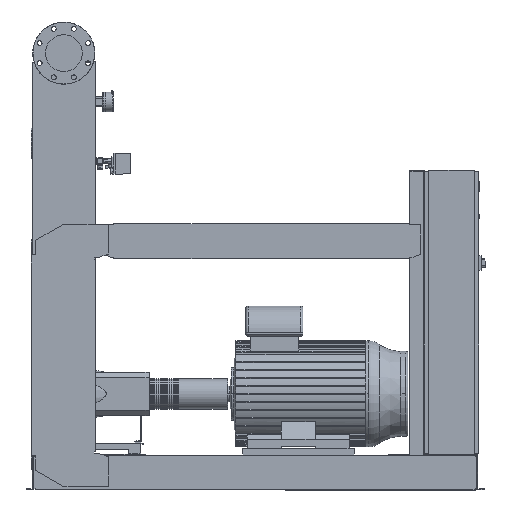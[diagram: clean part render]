
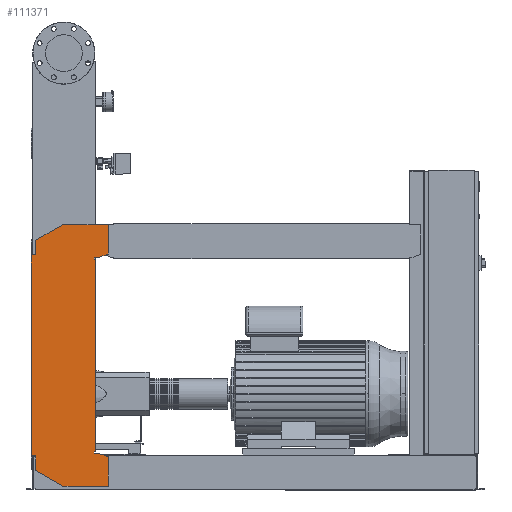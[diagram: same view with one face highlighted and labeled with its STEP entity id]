
A CAD part, front view. The second image highlights one B-rep face of the part: STEP entity #111371.
In plain terms, the highlighted free-form (B-spline) face has degree [1, 1] with [2, 2] control points.
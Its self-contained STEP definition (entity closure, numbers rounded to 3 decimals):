
#110856=CARTESIAN_POINT('',(-129.0,-322.5,1076.0));
#110857=VERTEX_POINT('',#110856);
#110864=CARTESIAN_POINT('',(-129.,-322.5,1142.986));
#110865=VERTEX_POINT('',#110864);
#110866=CARTESIAN_POINT('',(-129.0,-322.5,1076.0));
#110867=DIRECTION('',(0.0,0.0,1.0));
#110868=VECTOR('',#110867,66.986);
#110869=LINE('',#110866,#110868);
#110870=EDGE_CURVE('',#110857,#110865,#110869,.T.);
#110888=CARTESIAN_POINT('',(-6.0,-322.5,1214.0));
#110889=VERTEX_POINT('',#110888);
#110890=CARTESIAN_POINT('',(-129.,-322.5,1142.986));
#110891=DIRECTION('',(0.866,0.0,0.5));
#110892=VECTOR('',#110891,142.028);
#110893=LINE('',#110890,#110892);
#110894=EDGE_CURVE('',#110865,#110889,#110893,.T.);
#110912=CARTESIAN_POINT('',(204.,-322.5,1214.0));
#110913=VERTEX_POINT('',#110912);
#110914=CARTESIAN_POINT('',(-6.0,-322.5,1214.0));
#110915=DIRECTION('',(1.0,0.0,0.0));
#110916=VECTOR('',#110915,210.);
#110917=LINE('',#110914,#110916);
#110918=EDGE_CURVE('',#110889,#110913,#110917,.T.);
#110936=CARTESIAN_POINT('',(204.0,-322.5,1080.379));
#110937=VERTEX_POINT('',#110936);
#110938=CARTESIAN_POINT('',(204.,-322.5,1214.0));
#110939=DIRECTION('',(0.0,0.0,-1.0));
#110940=VECTOR('',#110939,133.621);
#110941=LINE('',#110938,#110940);
#110942=EDGE_CURVE('',#110913,#110937,#110941,.T.);
#110960=CARTESIAN_POINT('',(159.0,-322.5,1064.0));
#110961=VERTEX_POINT('',#110960);
#110962=CARTESIAN_POINT('',(204.0,-322.5,1080.379));
#110963=DIRECTION('',(-0.94,0.0,-0.342));
#110964=VECTOR('',#110963,47.888);
#110965=LINE('',#110962,#110964);
#110966=EDGE_CURVE('',#110937,#110961,#110965,.T.);
#110984=CARTESIAN_POINT('',(139.0,-322.5,1064.0));
#110985=VERTEX_POINT('',#110984);
#110986=CARTESIAN_POINT('',(159.0,-322.5,1064.0));
#110987=DIRECTION('',(-1.0,0.0,0.0));
#110988=VECTOR('',#110987,20.0);
#110989=LINE('',#110986,#110988);
#110990=EDGE_CURVE('',#110961,#110985,#110989,.T.);
#111008=CARTESIAN_POINT('',(139.0,-322.5,1056.0));
#111009=VERTEX_POINT('',#111008);
#111010=CARTESIAN_POINT('',(139.0,-322.5,1064.0));
#111011=DIRECTION('',(0.0,0.0,-1.0));
#111012=VECTOR('',#111011,8.0);
#111013=LINE('',#111010,#111012);
#111014=EDGE_CURVE('',#110985,#111009,#111013,.T.);
#111032=CARTESIAN_POINT('',(147.,-322.5,1056.0));
#111033=VERTEX_POINT('',#111032);
#111034=CARTESIAN_POINT('',(139.0,-322.5,1056.0));
#111035=DIRECTION('',(1.0,0.0,0.0));
#111036=VECTOR('',#111035,8.);
#111037=LINE('',#111034,#111036);
#111038=EDGE_CURVE('',#111009,#111033,#111037,.T.);
#111056=CARTESIAN_POINT('',(147.,-322.5,176.));
#111057=VERTEX_POINT('',#111056);
#111068=CARTESIAN_POINT('',(147.,-322.5,1056.0));
#111069=DIRECTION('',(0.0,0.0,-1.0));
#111070=VECTOR('',#111069,880.);
#111071=LINE('',#111068,#111070);
#111072=EDGE_CURVE('',#111033,#111057,#111071,.T.);
#111086=CARTESIAN_POINT('',(139.,-322.5,176.));
#111087=VERTEX_POINT('',#111086);
#111088=CARTESIAN_POINT('',(147.,-322.5,176.));
#111089=DIRECTION('',(-1.0,0.0,0.0));
#111090=VECTOR('',#111089,8.0);
#111091=LINE('',#111088,#111090);
#111092=EDGE_CURVE('',#111057,#111087,#111091,.T.);
#111110=CARTESIAN_POINT('',(139.,-322.5,168.));
#111111=VERTEX_POINT('',#111110);
#111112=CARTESIAN_POINT('',(139.,-322.5,176.));
#111113=DIRECTION('',(0.0,0.0,-1.0));
#111114=VECTOR('',#111113,8.0);
#111115=LINE('',#111112,#111114);
#111116=EDGE_CURVE('',#111087,#111111,#111115,.T.);
#111134=CARTESIAN_POINT('',(159.,-322.5,168.));
#111135=VERTEX_POINT('',#111134);
#111136=CARTESIAN_POINT('',(139.,-322.5,168.));
#111137=DIRECTION('',(1.0,0.0,0.0));
#111138=VECTOR('',#111137,20.0);
#111139=LINE('',#111136,#111138);
#111140=EDGE_CURVE('',#111111,#111135,#111139,.T.);
#111158=CARTESIAN_POINT('',(204.,-322.5,151.621));
#111159=VERTEX_POINT('',#111158);
#111160=CARTESIAN_POINT('',(159.,-322.5,168.));
#111161=DIRECTION('',(0.94,0.0,-0.342));
#111162=VECTOR('',#111161,47.888);
#111163=LINE('',#111160,#111162);
#111164=EDGE_CURVE('',#111135,#111159,#111163,.T.);
#111182=CARTESIAN_POINT('',(204.,-322.5,18.0));
#111183=VERTEX_POINT('',#111182);
#111184=CARTESIAN_POINT('',(204.,-322.5,151.621));
#111185=DIRECTION('',(0.0,0.0,-1.0));
#111186=VECTOR('',#111185,133.621);
#111187=LINE('',#111184,#111186);
#111188=EDGE_CURVE('',#111159,#111183,#111187,.T.);
#111206=CARTESIAN_POINT('',(-4.,-322.5,18.0));
#111207=VERTEX_POINT('',#111206);
#111208=CARTESIAN_POINT('',(204.,-322.5,18.0));
#111209=DIRECTION('',(-1.0,0.0,0.0));
#111210=VECTOR('',#111209,208.);
#111211=LINE('',#111208,#111210);
#111212=EDGE_CURVE('',#111183,#111207,#111211,.T.);
#111230=CARTESIAN_POINT('',(-129.,-322.5,90.169));
#111231=VERTEX_POINT('',#111230);
#111232=CARTESIAN_POINT('',(-4.,-322.5,18.0));
#111233=DIRECTION('',(-0.866,0.,0.5));
#111234=VECTOR('',#111233,144.338);
#111235=LINE('',#111232,#111234);
#111236=EDGE_CURVE('',#111207,#111231,#111235,.T.);
#111254=CARTESIAN_POINT('',(-129.,-322.5,156.0));
#111255=VERTEX_POINT('',#111254);
#111256=CARTESIAN_POINT('',(-129.,-322.5,90.169));
#111257=DIRECTION('',(0.0,0.0,1.0));
#111258=VECTOR('',#111257,65.831);
#111259=LINE('',#111256,#111258);
#111260=EDGE_CURVE('',#111231,#111255,#111259,.T.);
#111278=CARTESIAN_POINT('',(-149.,-322.5,156.0));
#111279=VERTEX_POINT('',#111278);
#111280=CARTESIAN_POINT('',(-129.,-322.5,156.0));
#111281=DIRECTION('',(-1.0,0.0,0.0));
#111282=VECTOR('',#111281,20.0);
#111283=LINE('',#111280,#111282);
#111284=EDGE_CURVE('',#111255,#111279,#111283,.T.);
#111302=CARTESIAN_POINT('',(-149.0,-322.5,1076.0));
#111303=VERTEX_POINT('',#111302);
#111316=CARTESIAN_POINT('',(-149.,-322.5,156.0));
#111317=DIRECTION('',(0.0,0.0,1.0));
#111318=VECTOR('',#111317,920.0);
#111319=LINE('',#111316,#111318);
#111320=EDGE_CURVE('',#111279,#111303,#111319,.T.);
#111334=CARTESIAN_POINT('',(-149.0,-322.5,1076.0));
#111335=DIRECTION('',(1.0,0.0,0.0));
#111336=VECTOR('',#111335,20.0);
#111337=LINE('',#111334,#111336);
#111338=EDGE_CURVE('',#111303,#110857,#111337,.T.);
#111344=CARTESIAN_POINT('',(-149.,-322.5,18.0));
#111345=CARTESIAN_POINT('',(204.,-322.5,18.0));
#111346=CARTESIAN_POINT('',(-149.,-322.5,1214.0));
#111347=CARTESIAN_POINT('',(204.,-322.5,1214.0));
#111348=B_SPLINE_SURFACE_WITH_KNOTS('',1,1,((#111344,#111346),(#111345,#111347)),.UNSPECIFIED.,.F.,.F.,.U.,(2,2),(2,2),(0.0,353.),(0.0,1196.0),.UNSPECIFIED.);
#111349=ORIENTED_EDGE('',*,*,#111338,.F.);
#111350=ORIENTED_EDGE('',*,*,#111320,.F.);
#111351=ORIENTED_EDGE('',*,*,#111284,.F.);
#111352=ORIENTED_EDGE('',*,*,#111260,.F.);
#111353=ORIENTED_EDGE('',*,*,#111236,.F.);
#111354=ORIENTED_EDGE('',*,*,#111212,.F.);
#111355=ORIENTED_EDGE('',*,*,#111188,.F.);
#111356=ORIENTED_EDGE('',*,*,#111164,.F.);
#111357=ORIENTED_EDGE('',*,*,#111140,.F.);
#111358=ORIENTED_EDGE('',*,*,#111116,.F.);
#111359=ORIENTED_EDGE('',*,*,#111092,.F.);
#111360=ORIENTED_EDGE('',*,*,#111072,.F.);
#111361=ORIENTED_EDGE('',*,*,#111038,.F.);
#111362=ORIENTED_EDGE('',*,*,#111014,.F.);
#111363=ORIENTED_EDGE('',*,*,#110990,.F.);
#111364=ORIENTED_EDGE('',*,*,#110966,.F.);
#111365=ORIENTED_EDGE('',*,*,#110942,.F.);
#111366=ORIENTED_EDGE('',*,*,#110918,.F.);
#111367=ORIENTED_EDGE('',*,*,#110894,.F.);
#111368=ORIENTED_EDGE('',*,*,#110870,.F.);
#111369=EDGE_LOOP('',(#111349,#111350,#111351,#111352,#111353,#111354,#111355,#111356,#111357,#111358,#111359,#111360,#111361,#111362,#111363,#111364,#111365,#111366,#111367,#111368));
#111370=FACE_OUTER_BOUND('',#111369,.T.);
#111371=ADVANCED_FACE('',(#111370),#111348,.T.);
